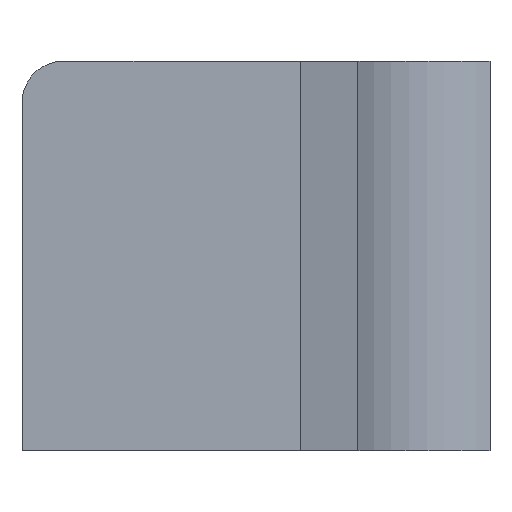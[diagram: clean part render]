
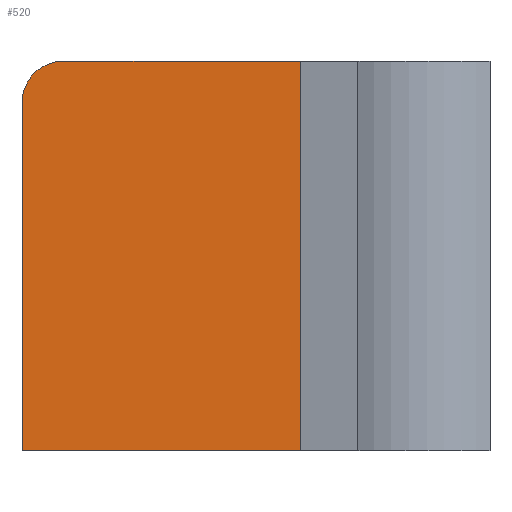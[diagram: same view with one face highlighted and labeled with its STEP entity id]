
A CAD part, left-side view. The second image highlights one B-rep face of the part: STEP entity #520.
In plain terms, the highlighted planar face has unit normal (-1, 0, 0).
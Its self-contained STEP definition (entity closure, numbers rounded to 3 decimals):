
#31=PLANE('',#580);
#68=FACE_OUTER_BOUND('',#96,.T.);
#96=EDGE_LOOP('',(#463,#464,#465,#466,#467));
#112=LINE('',#828,#160);
#125=LINE('',#877,#173);
#142=LINE('',#928,#190);
#143=LINE('',#929,#191);
#160=VECTOR('',#616,10.);
#173=VECTOR('',#655,10.);
#190=VECTOR('',#710,10.);
#191=VECTOR('',#711,10.);
#208=CIRCLE('',#557,1.5);
#230=VERTEX_POINT('',#814);
#236=VERTEX_POINT('',#826);
#246=VERTEX_POINT('',#863);
#250=VERTEX_POINT('',#876);
#265=VERTEX_POINT('',#927);
#288=EDGE_CURVE('',#230,#236,#112,.T.);
#304=EDGE_CURVE('',#230,#246,#208,.T.);
#311=EDGE_CURVE('',#246,#250,#125,.T.);
#335=EDGE_CURVE('',#265,#236,#142,.T.);
#336=EDGE_CURVE('',#250,#265,#143,.T.);
#463=ORIENTED_EDGE('',*,*,#304,.F.);
#464=ORIENTED_EDGE('',*,*,#288,.T.);
#465=ORIENTED_EDGE('',*,*,#335,.F.);
#466=ORIENTED_EDGE('',*,*,#336,.F.);
#467=ORIENTED_EDGE('',*,*,#311,.F.);
#520=ADVANCED_FACE('',(#68),#31,.T.);
#557=AXIS2_PLACEMENT_3D('',#864,#641,#642);
#580=AXIS2_PLACEMENT_3D('',#926,#708,#709);
#616=DIRECTION('',(0.,0.,-1.));
#641=DIRECTION('center_axis',(1.,0.,0.));
#642=DIRECTION('ref_axis',(0.,0.707,0.707));
#655=DIRECTION('',(0.,-1.,0.));
#708=DIRECTION('center_axis',(-1.,0.,0.));
#709=DIRECTION('ref_axis',(0.,1.,0.));
#710=DIRECTION('',(0.,1.,0.));
#711=DIRECTION('',(0.,0.,-1.));
#814=CARTESIAN_POINT('',(4.,7.,-1.5));
#826=CARTESIAN_POINT('',(4.,7.,-14.));
#828=CARTESIAN_POINT('',(4.,7.,0.));
#863=CARTESIAN_POINT('',(4.,5.5,0.));
#864=CARTESIAN_POINT('Origin',(4.,5.5,-1.5));
#876=CARTESIAN_POINT('',(4.,-3.,0.));
#877=CARTESIAN_POINT('',(4.,7.,0.));
#926=CARTESIAN_POINT('Origin',(4.,-3.,0.));
#927=CARTESIAN_POINT('',(4.,-3.,-14.));
#928=CARTESIAN_POINT('',(4.,7.,-14.));
#929=CARTESIAN_POINT('',(4.,-3.,0.));
